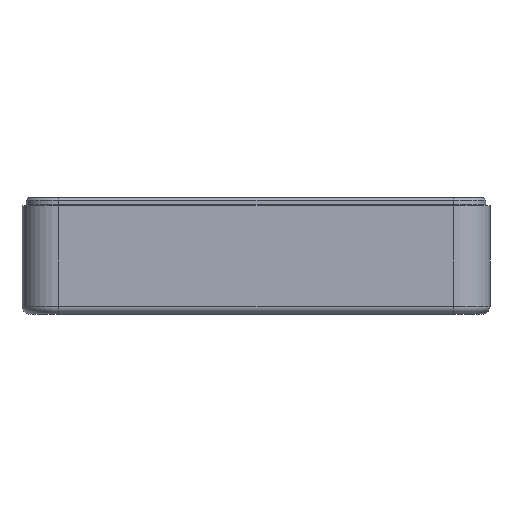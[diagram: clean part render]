
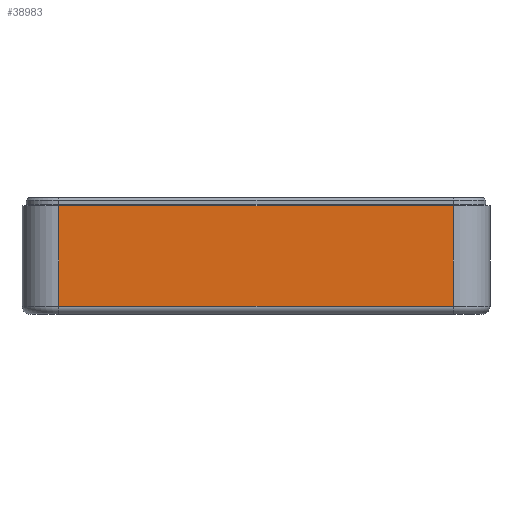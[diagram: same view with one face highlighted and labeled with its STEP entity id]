
A CAD part, left-side view. The second image highlights one B-rep face of the part: STEP entity #38983.
In plain terms, the highlighted planar face has unit normal (-1, 0, 0).
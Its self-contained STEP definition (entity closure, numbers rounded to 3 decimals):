
#341=PLANE('',#41242);
#2533=LINE('',#53679,#8077);
#2544=LINE('',#53730,#8088);
#2547=LINE('',#53740,#8091);
#2548=LINE('',#53741,#8092);
#8077=VECTOR('',#43632,10.);
#8088=VECTOR('',#43693,10.);
#8091=VECTOR('',#43708,10.);
#8092=VECTOR('',#43709,10.);
#13640=FACE_OUTER_BOUND('',#15832,.T.);
#15832=EDGE_LOOP('',(#27930,#27931,#27932,#27933));
#18405=VERTEX_POINT('',#53676);
#18406=VERTEX_POINT('',#53678);
#18419=VERTEX_POINT('',#53722);
#18421=VERTEX_POINT('',#53728);
#22177=EDGE_CURVE('',#18406,#18405,#2533,.T.);
#22202=EDGE_CURVE('',#18421,#18419,#2544,.T.);
#22208=EDGE_CURVE('',#18419,#18405,#2547,.T.);
#22209=EDGE_CURVE('',#18406,#18421,#2548,.T.);
#27930=ORIENTED_EDGE('',*,*,#22177,.T.);
#27931=ORIENTED_EDGE('',*,*,#22208,.F.);
#27932=ORIENTED_EDGE('',*,*,#22202,.F.);
#27933=ORIENTED_EDGE('',*,*,#22209,.F.);
#38983=ADVANCED_FACE('',(#13640),#341,.T.);
#41242=AXIS2_PLACEMENT_3D('',#53739,#43706,#43707);
#43632=DIRECTION('',(0.,1.,0.));
#43693=DIRECTION('',(0.,1.,0.));
#43706=DIRECTION('center_axis',(-1.,0.,0.));
#43707=DIRECTION('ref_axis',(0.,-1.,0.));
#43708=DIRECTION('',(0.,0.,1.));
#43709=DIRECTION('',(0.,0.,-1.));
#53676=CARTESIAN_POINT('',(-25.,129.,37.));
#53678=CARTESIAN_POINT('',(-25.,-11.,37.));
#53679=CARTESIAN_POINT('',(-25.,100.5,37.));
#53722=CARTESIAN_POINT('',(-25.,129.,1.5));
#53728=CARTESIAN_POINT('',(-25.,-11.,1.5));
#53730=CARTESIAN_POINT('',(-25.,100.5,1.5));
#53739=CARTESIAN_POINT('Origin',(-25.,142.,0.));
#53740=CARTESIAN_POINT('',(-25.,129.,0.));
#53741=CARTESIAN_POINT('',(-25.,-11.,0.));
